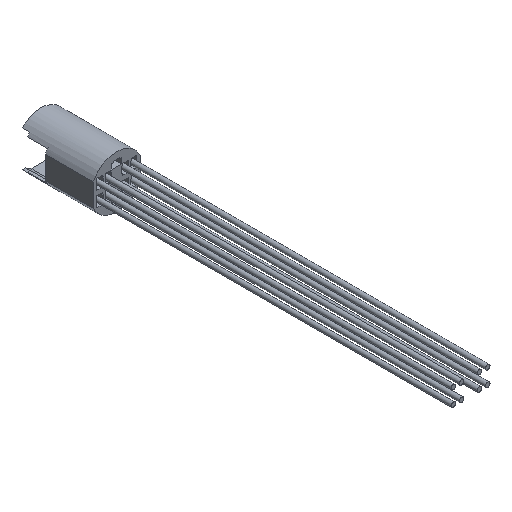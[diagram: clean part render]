
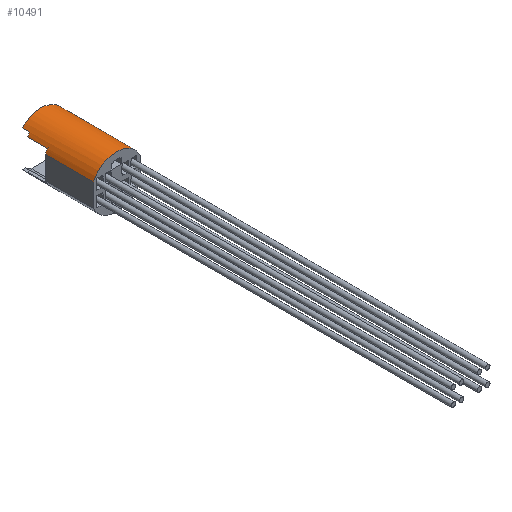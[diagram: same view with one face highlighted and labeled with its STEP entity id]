
A CAD part, isometric view. The second image highlights one B-rep face of the part: STEP entity #10491.
In plain terms, the highlighted cylindrical face has radius 10.3 mm (diameter 20.6 mm), a partial arc.
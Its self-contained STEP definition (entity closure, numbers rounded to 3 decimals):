
#100=CYLINDRICAL_SURFACE('',#11074,10.3);
#194=CIRCLE('',#11042,10.3);
#195=CIRCLE('',#11046,10.3);
#206=CIRCLE('',#11063,10.3);
#208=CIRCLE('',#11066,10.3);
#210=CIRCLE('',#11068,10.3);
#212=CIRCLE('',#11075,10.3);
#703=FACE_OUTER_BOUND('',#1263,.T.);
#1263=EDGE_LOOP('',(#8083,#8084,#8085,#8086,#8087,#8088,#8089,#8090,#8091,
#8092,#8093,#8094));
#2452=LINE('',#16578,#3644);
#2454=LINE('',#16583,#3646);
#2461=LINE('',#16600,#3653);
#2462=LINE('',#16604,#3654);
#2474=LINE('',#16646,#3666);
#2483=LINE('',#16675,#3675);
#3644=VECTOR('',#12761,10.);
#3646=VECTOR('',#12765,10.);
#3653=VECTOR('',#12780,10.);
#3654=VECTOR('',#12783,10.);
#3666=VECTOR('',#12827,10.);
#3675=VECTOR('',#12864,10.);
#4709=VERTEX_POINT('',#16575);
#4710=VERTEX_POINT('',#16577);
#4711=VERTEX_POINT('',#16581);
#4712=VERTEX_POINT('',#16582);
#4716=VERTEX_POINT('',#16592);
#4718=VERTEX_POINT('',#16598);
#4719=VERTEX_POINT('',#16602);
#4720=VERTEX_POINT('',#16603);
#4733=VERTEX_POINT('',#16643);
#4734=VERTEX_POINT('',#16645);
#4737=VERTEX_POINT('',#16657);
#4740=VERTEX_POINT('',#16674);
#5956=EDGE_CURVE('',#4710,#4709,#2452,.T.);
#5958=EDGE_CURVE('',#4711,#4712,#2454,.T.);
#5964=EDGE_CURVE('',#4709,#4716,#194,.T.);
#5967=EDGE_CURVE('',#4716,#4718,#2461,.T.);
#5968=EDGE_CURVE('',#4719,#4720,#2462,.T.);
#5972=EDGE_CURVE('',#4720,#4711,#195,.T.);
#5990=EDGE_CURVE('',#4733,#4734,#2474,.T.);
#5994=EDGE_CURVE('',#4710,#4712,#206,.T.);
#5998=EDGE_CURVE('',#4718,#4737,#208,.T.);
#6001=EDGE_CURVE('',#4733,#4719,#210,.T.);
#6006=EDGE_CURVE('',#4737,#4740,#2483,.T.);
#6007=EDGE_CURVE('',#4740,#4734,#212,.T.);
#8083=ORIENTED_EDGE('',*,*,#5958,.T.);
#8084=ORIENTED_EDGE('',*,*,#5994,.F.);
#8085=ORIENTED_EDGE('',*,*,#5956,.T.);
#8086=ORIENTED_EDGE('',*,*,#5964,.T.);
#8087=ORIENTED_EDGE('',*,*,#5967,.T.);
#8088=ORIENTED_EDGE('',*,*,#5998,.T.);
#8089=ORIENTED_EDGE('',*,*,#6006,.T.);
#8090=ORIENTED_EDGE('',*,*,#6007,.T.);
#8091=ORIENTED_EDGE('',*,*,#5990,.F.);
#8092=ORIENTED_EDGE('',*,*,#6001,.T.);
#8093=ORIENTED_EDGE('',*,*,#5968,.T.);
#8094=ORIENTED_EDGE('',*,*,#5972,.T.);
#10491=ADVANCED_FACE('',(#703),#100,.T.);
#11042=AXIS2_PLACEMENT_3D('',#16594,#12774,#12775);
#11046=AXIS2_PLACEMENT_3D('',#16611,#12789,#12790);
#11063=AXIS2_PLACEMENT_3D('',#16652,#12834,#12835);
#11066=AXIS2_PLACEMENT_3D('',#16659,#12842,#12843);
#11068=AXIS2_PLACEMENT_3D('',#16663,#12847,#12848);
#11074=AXIS2_PLACEMENT_3D('',#16673,#12862,#12863);
#11075=AXIS2_PLACEMENT_3D('',#16676,#12865,#12866);
#12761=DIRECTION('',(0.,-1.,0.));
#12765=DIRECTION('',(0.,1.,0.));
#12774=DIRECTION('center_axis',(0.,-1.,0.));
#12775=DIRECTION('ref_axis',(-0.898,0.,-0.44));
#12780=DIRECTION('',(0.,-1.,0.));
#12783=DIRECTION('',(0.,1.,0.));
#12789=DIRECTION('center_axis',(0.,-1.,0.));
#12790=DIRECTION('ref_axis',(-0.898,0.,-0.44));
#12827=DIRECTION('',(0.,-1.,0.));
#12834=DIRECTION('center_axis',(0.,1.,0.));
#12835=DIRECTION('ref_axis',(-0.898,0.,-0.44));
#12842=DIRECTION('center_axis',(0.,-1.,0.));
#12843=DIRECTION('ref_axis',(-0.898,0.,-0.44));
#12847=DIRECTION('center_axis',(0.,-1.,0.));
#12848=DIRECTION('ref_axis',(-0.898,0.,-0.44));
#12862=DIRECTION('center_axis',(0.,-1.,0.));
#12863=DIRECTION('ref_axis',(-0.898,0.,-0.44));
#12864=DIRECTION('',(0.,-1.,0.));
#12865=DIRECTION('center_axis',(0.,1.,0.));
#12866=DIRECTION('ref_axis',(-0.898,0.,-0.44));
#16575=CARTESIAN_POINT('',(-7.365,9.,7.15));
#16577=CARTESIAN_POINT('',(-7.365,12.,7.15));
#16578=CARTESIAN_POINT('',(-7.365,12.,7.15));
#16581=CARTESIAN_POINT('',(7.365,9.,7.15));
#16582=CARTESIAN_POINT('',(7.365,12.,7.15));
#16583=CARTESIAN_POINT('',(7.365,12.,7.15));
#16592=CARTESIAN_POINT('',(-8.335,9.,6.));
#16594=CARTESIAN_POINT('Origin',(0.,9.,-0.051));
#16598=CARTESIAN_POINT('',(-8.335,1.,6.));
#16600=CARTESIAN_POINT('',(-8.335,12.,6.));
#16602=CARTESIAN_POINT('',(8.335,1.,6.));
#16603=CARTESIAN_POINT('',(8.335,9.,6.));
#16604=CARTESIAN_POINT('',(8.335,12.,6.));
#16611=CARTESIAN_POINT('Origin',(0.,9.,-0.051));
#16643=CARTESIAN_POINT('',(9.25,1.,4.48));
#16645=CARTESIAN_POINT('',(9.25,-18.,4.48));
#16646=CARTESIAN_POINT('',(9.25,12.,4.48));
#16652=CARTESIAN_POINT('Origin',(0.,12.,-0.051));
#16657=CARTESIAN_POINT('',(-9.25,1.,4.48));
#16659=CARTESIAN_POINT('Origin',(0.,1.,
-0.051));
#16663=CARTESIAN_POINT('Origin',(0.,1.,
-0.051));
#16673=CARTESIAN_POINT('Origin',(0.,12.,-0.051));
#16674=CARTESIAN_POINT('',(-9.25,-18.,4.48));
#16675=CARTESIAN_POINT('',(-9.25,12.,4.48));
#16676=CARTESIAN_POINT('Origin',(0.,-18.,-0.051));
